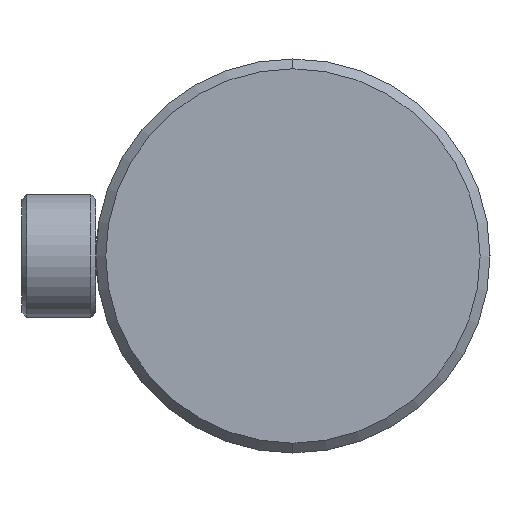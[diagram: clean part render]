
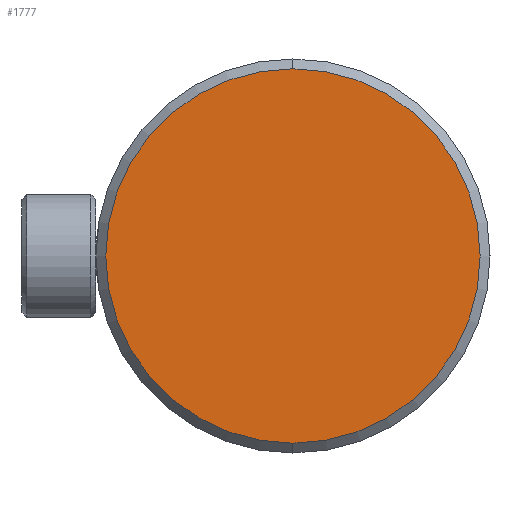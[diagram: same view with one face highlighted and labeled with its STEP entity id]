
A CAD part, left-side view. The second image highlights one B-rep face of the part: STEP entity #1777.
In plain terms, the highlighted planar face has unit normal (-1, 0, 0).
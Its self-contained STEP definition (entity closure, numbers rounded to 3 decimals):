
#168 = EDGE_LOOP ( 'NONE', ( #2141, #2574 ) ) ;
#455 = VERTEX_POINT ( 'NONE', #2033 ) ;
#576 = DIRECTION ( 'NONE',  ( -1., 0., 0. ) ) ;
#618 = DIRECTION ( 'NONE',  ( 0., 0., -1. ) ) ;
#628 = DIRECTION ( 'NONE',  ( 1., 0., 0. ) ) ;
#630 = EDGE_CURVE ( 'NONE', #1729, #455, #2863, .T. ) ;
#765 = CARTESIAN_POINT ( 'NONE',  ( -15., 0., 0. ) ) ;
#1173 = DIRECTION ( 'NONE',  ( 1., 0., 0. ) ) ;
#1264 = CARTESIAN_POINT ( 'NONE',  ( -15., 0., 0. ) ) ;
#1277 = DIRECTION ( 'NONE',  ( 0., 0., -1. ) ) ;
#1342 = AXIS2_PLACEMENT_3D ( 'NONE', #2021, #576, #2479 ) ;
#1517 = PLANE ( 'NONE',  #1342 ) ;
#1561 = CIRCLE ( 'NONE', #2030, 38. ) ;
#1612 = FACE_OUTER_BOUND ( 'NONE', #168, .T. ) ;
#1664 = EDGE_CURVE ( 'NONE', #455, #1729, #1561, .T. ) ;
#1729 = VERTEX_POINT ( 'NONE', #2334 ) ;
#1777 = ADVANCED_FACE ( 'NONE', ( #1612 ), #1517, .T. ) ;
#2021 = CARTESIAN_POINT ( 'NONE',  ( -15., 0., 0. ) ) ;
#2030 = AXIS2_PLACEMENT_3D ( 'NONE', #1264, #628, #1277 ) ;
#2033 = CARTESIAN_POINT ( 'NONE',  ( -15., 0., -38. ) ) ;
#2141 = ORIENTED_EDGE ( 'NONE', *, *, #1664, .F. ) ;
#2334 = CARTESIAN_POINT ( 'NONE',  ( -15., 0., 38. ) ) ;
#2479 = DIRECTION ( 'NONE',  ( 0., 0., 1. ) ) ;
#2504 = AXIS2_PLACEMENT_3D ( 'NONE', #765, #1173, #618 ) ;
#2574 = ORIENTED_EDGE ( 'NONE', *, *, #630, .F. ) ;
#2863 = CIRCLE ( 'NONE', #2504, 38. ) ;
